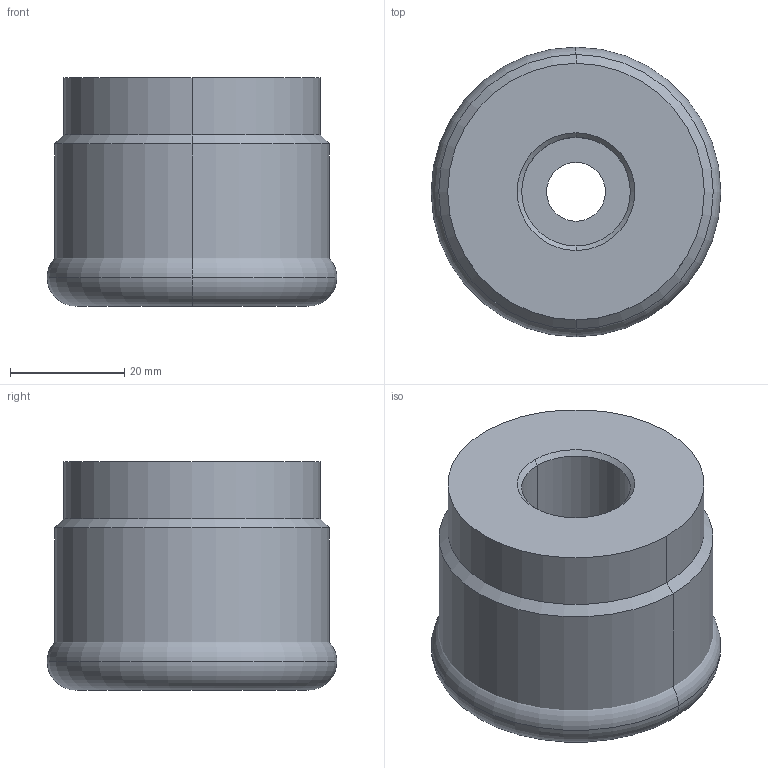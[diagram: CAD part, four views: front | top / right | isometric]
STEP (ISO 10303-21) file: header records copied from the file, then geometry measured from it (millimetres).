
FILE_DESCRIPTION(('no description'),'unknown implementation level');
FILE_NAME('solidwdjnSP9SmmqUTddIIL3itW9htBg_1.STP',' ',('CIMSOURCE GmbH'),('CADClick - KiM GmbH - www.kimweb.de'),'unknown preprocess','ACIS','unknown authorization');
FILE_SCHEMA(('automotive_design'));
Length unit declared in the file: millimetre
Products named in the file (2): 1; 2
Bounding box: 50.8 x 50.8 x 40 mm (x, y, z)
Volume: 62494.3 mm3; surface area: 14837.6 mm2
Topology: 2 solids, 2 shells, 27 faces, 54 edges, 30 vertices
Faces by surface type: cylinder 10, torus 8, cone 6, plane 3
Entity records: 1407 total; most frequent: DIRECTION 156, CARTESIAN_POINT 116, STYLED_ITEM 113, PRESENTATION_STYLE_ASSIGNMENT 113, COLOUR_RGB 113, ORIENTED_EDGE 108, AXIS2_PLACEMENT_3D 70, EDGE_CURVE 54
